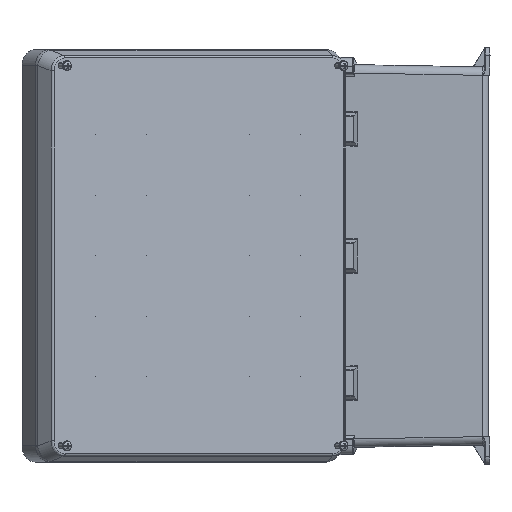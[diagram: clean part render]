
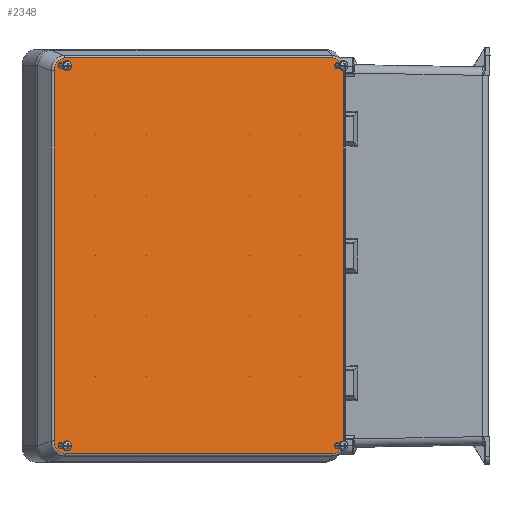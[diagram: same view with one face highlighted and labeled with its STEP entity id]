
A CAD part, left-side view. The second image highlights one B-rep face of the part: STEP entity #2348.
In plain terms, the highlighted face is planar.
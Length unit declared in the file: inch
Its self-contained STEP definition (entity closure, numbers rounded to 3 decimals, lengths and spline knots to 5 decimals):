
#79 = CARTESIAN_POINT ( 'NONE',  ( -6.34544, 0., -14.81371 ) ) ;
#265 = LINE ( 'NONE', #9907, #5461 ) ;
#780 = CARTESIAN_POINT ( 'NONE',  ( -6.05905, 0., -0.60095 ) ) ;
#1349 = EDGE_LOOP ( 'NONE', ( #7983 ) ) ;
#1517 = CARTESIAN_POINT ( 'NONE',  ( 6.34544, 0., -0.50629 ) ) ;
#2348 = ADVANCED_FACE ( 'NONE', ( #22882, #10975, #28115, #5107, #22179 ), #21535, .F. ) ;
#2462 = CIRCLE ( 'NONE', #26708, 0.11 ) ;
#2489 = VECTOR ( 'NONE', #15219, 39.37008 ) ;
#2634 = VERTEX_POINT ( 'NONE', #7593 ) ;
#3004 = DIRECTION ( 'NONE',  ( 0., 0., -1. ) ) ;
#3086 = VERTEX_POINT ( 'NONE', #6910 ) ;
#3344 = DIRECTION ( 'NONE',  ( 0., 0., 1. ) ) ;
#3500 = EDGE_LOOP ( 'NONE', ( #13931 ) ) ;
#3551 = DIRECTION ( 'NONE',  ( 0., 1., 0. ) ) ;
#3767 = ORIENTED_EDGE ( 'NONE', *, *, #22514, .F. ) ;
#4081 = VERTEX_POINT ( 'NONE', #14505 ) ;
#4292 = VERTEX_POINT ( 'NONE', #22353 ) ;
#4462 = VERTEX_POINT ( 'NONE', #27613 ) ;
#4916 = AXIS2_PLACEMENT_3D ( 'NONE', #780, #16306, #3004 ) ;
#4952 = VERTEX_POINT ( 'NONE', #23578 ) ;
#5003 =( BOUNDED_CURVE ( )  B_SPLINE_CURVE ( 3, ( #9991, #7795, #27882, #14522 ),
 .UNSPECIFIED., .F., .F. ) 
 B_SPLINE_CURVE_WITH_KNOTS ( ( 4, 4 ),
 ( 2.40401, 3.87917 ),
 .UNSPECIFIED. ) 
 CURVE ( )  GEOMETRIC_REPRESENTATION_ITEM ( )  RATIONAL_B_SPLINE_CURVE ( ( 1., 0.827, 0.827, 1. ) ) 
 REPRESENTATION_ITEM ( '' )  );
#5107 = FACE_BOUND ( 'NONE', #22999, .T. ) ;
#5327 = EDGE_CURVE ( 'NONE', #22272, #9982, #22145, .T. ) ;
#5461 = VECTOR ( 'NONE', #3344, 39.37008 ) ;
#5894 = AXIS2_PLACEMENT_3D ( 'NONE', #23814, #3551, #10382 ) ;
#5998 = CARTESIAN_POINT ( 'NONE',  ( 5.86991, 0., -0.31456 ) ) ;
#6126 = CARTESIAN_POINT ( 'NONE',  ( 6.34544, 0., -14.81371 ) ) ;
#6164 = CARTESIAN_POINT ( 'NONE',  ( 0., 0., -0.31456 ) ) ;
#6405 = EDGE_CURVE ( 'NONE', #9982, #2634, #9788, .T. ) ;
#6604 = VERTEX_POINT ( 'NONE', #21885 ) ;
#6784 = CARTESIAN_POINT ( 'NONE',  ( -6.15371, 0., -15.00544 ) ) ;
#6910 = CARTESIAN_POINT ( 'NONE',  ( -6.05905, 0., -0.71315 ) ) ;
#7435 = DIRECTION ( 'NONE',  ( 0., 1., 0. ) ) ;
#7593 = CARTESIAN_POINT ( 'NONE',  ( -5.86991, 0., -15.00544 ) ) ;
#7795 = CARTESIAN_POINT ( 'NONE',  ( -6.34544, 0., -0.50629 ) ) ;
#7983 = ORIENTED_EDGE ( 'NONE', *, *, #24237, .F. ) ;
#8333 = CARTESIAN_POINT ( 'NONE',  ( 5.86991, 0., -15.00544 ) ) ;
#8529 = CARTESIAN_POINT ( 'NONE',  ( 6.05905, 0., -0.60095 ) ) ;
#9090 = ORIENTED_EDGE ( 'NONE', *, *, #16220, .T. ) ;
#9367 = ORIENTED_EDGE ( 'NONE', *, *, #12199, .T. ) ;
#9602 =( BOUNDED_CURVE ( )  B_SPLINE_CURVE ( 3, ( #25968, #1517, #19284, #5998 ),
 .UNSPECIFIED., .F., .T. ) 
 B_SPLINE_CURVE_WITH_KNOTS ( ( 4, 4 ),
 ( 2.40401, 3.87917 ),
 .UNSPECIFIED. ) 
 CURVE ( )  GEOMETRIC_REPRESENTATION_ITEM ( )  RATIONAL_B_SPLINE_CURVE ( ( 1., 0.827, 0.827, 1. ) ) 
 REPRESENTATION_ITEM ( '' )  );
#9788 = LINE ( 'NONE', #24482, #26933 ) ;
#9907 = CARTESIAN_POINT ( 'NONE',  ( -6.34544, 0., -0.81219 ) ) ;
#9982 = VERTEX_POINT ( 'NONE', #8333 ) ;
#9991 = CARTESIAN_POINT ( 'NONE',  ( -6.34544, 0., -0.79009 ) ) ;
#10382 = DIRECTION ( 'NONE',  ( 0., 0., 1. ) ) ;
#10524 = EDGE_LOOP ( 'NONE', ( #11312, #13691, #16611, #3767, #11315, #27238, #21911, #9367 ) ) ;
#10561 = DIRECTION ( 'NONE',  ( -1., 0., 0. ) ) ;
#10723 = DIRECTION ( 'NONE',  ( 0., 0., -1. ) ) ;
#10975 = FACE_BOUND ( 'NONE', #3500, .T. ) ;
#11072 = DIRECTION ( 'NONE',  ( -1., 0., 0. ) ) ;
#11312 = ORIENTED_EDGE ( 'NONE', *, *, #12097, .T. ) ;
#11315 = ORIENTED_EDGE ( 'NONE', *, *, #17489, .T. ) ;
#11706 = CARTESIAN_POINT ( 'NONE',  ( 6.05905, 0., -14.71905 ) ) ;
#11767 = VERTEX_POINT ( 'NONE', #26399 ) ;
#11936 = EDGE_CURVE ( 'NONE', #25754, #25754, #2462, .T. ) ;
#12096 = CIRCLE ( 'NONE', #4916, 0.1122 ) ;
#12097 = EDGE_CURVE ( 'NONE', #4952, #4081, #9602, .T. ) ;
#12199 = EDGE_CURVE ( 'NONE', #22272, #4952, #14310, .T. ) ;
#12782 = CARTESIAN_POINT ( 'NONE',  ( 5.86991, 0., -15.00544 ) ) ;
#12908 = AXIS2_PLACEMENT_3D ( 'NONE', #20751, #7435, #23020 ) ;
#13691 = ORIENTED_EDGE ( 'NONE', *, *, #18576, .T. ) ;
#13931 = ORIENTED_EDGE ( 'NONE', *, *, #16935, .F. ) ;
#13973 = DIRECTION ( 'NONE',  ( 0., 0., 1. ) ) ;
#13988 = EDGE_LOOP ( 'NONE', ( #22065 ) ) ;
#14244 =( BOUNDED_CURVE ( )  B_SPLINE_CURVE ( 3, ( #15605, #79, #6784, #22347 ),
 .UNSPECIFIED., .F., .F. ) 
 B_SPLINE_CURVE_WITH_KNOTS ( ( 4, 4 ),
 ( 2.40401, 3.87917 ),
 .UNSPECIFIED. ) 
 CURVE ( )  GEOMETRIC_REPRESENTATION_ITEM ( )  RATIONAL_B_SPLINE_CURVE ( ( 1., 0.827, 0.827, 1. ) ) 
 REPRESENTATION_ITEM ( '' )  );
#14310 = LINE ( 'NONE', #26367, #2489 ) ;
#14505 = CARTESIAN_POINT ( 'NONE',  ( 5.86991, 0., -0.31456 ) ) ;
#14522 = CARTESIAN_POINT ( 'NONE',  ( -5.86991, 0., -0.31456 ) ) ;
#15219 = DIRECTION ( 'NONE',  ( 0., 0., 1. ) ) ;
#15605 = CARTESIAN_POINT ( 'NONE',  ( -6.34544, 0., -14.52991 ) ) ;
#15743 = AXIS2_PLACEMENT_3D ( 'NONE', #8529, #24148, #10723 ) ;
#16220 = EDGE_CURVE ( 'NONE', #6604, #6604, #22105, .T. ) ;
#16306 = DIRECTION ( 'NONE',  ( 0., -1., 0. ) ) ;
#16611 = ORIENTED_EDGE ( 'NONE', *, *, #18411, .F. ) ;
#16935 = EDGE_CURVE ( 'NONE', #11767, #11767, #25927, .T. ) ;
#17338 = CARTESIAN_POINT ( 'NONE',  ( 6.34544, 0., -14.52991 ) ) ;
#17439 = LINE ( 'NONE', #6164, #27258 ) ;
#17489 = EDGE_CURVE ( 'NONE', #4462, #2634, #14244, .T. ) ;
#18411 = EDGE_CURVE ( 'NONE', #23841, #4292, #5003, .T. ) ;
#18576 = EDGE_CURVE ( 'NONE', #4081, #4292, #17439, .T. ) ;
#19284 = CARTESIAN_POINT ( 'NONE',  ( 6.15371, 0., -0.31456 ) ) ;
#19463 = CARTESIAN_POINT ( 'NONE',  ( -6.34544, 0., -0.79009 ) ) ;
#20751 = CARTESIAN_POINT ( 'NONE',  ( -6.05905, 0., -14.71905 ) ) ;
#21535 = PLANE ( 'NONE',  #5894 ) ;
#21792 = CARTESIAN_POINT ( 'NONE',  ( 6.05905, 0., -14.60905 ) ) ;
#21885 = CARTESIAN_POINT ( 'NONE',  ( -6.05905, 0., -14.60685 ) ) ;
#21911 = ORIENTED_EDGE ( 'NONE', *, *, #5327, .F. ) ;
#22065 = ORIENTED_EDGE ( 'NONE', *, *, #11936, .T. ) ;
#22105 = CIRCLE ( 'NONE', #12908, 0.1122 ) ;
#22145 =( BOUNDED_CURVE ( )  B_SPLINE_CURVE ( 3, ( #26199, #6126, #23948, #12782 ),
 .UNSPECIFIED., .F., .F. ) 
 B_SPLINE_CURVE_WITH_KNOTS ( ( 4, 4 ),
 ( 2.40401, 3.87917 ),
 .UNSPECIFIED. ) 
 CURVE ( )  GEOMETRIC_REPRESENTATION_ITEM ( )  RATIONAL_B_SPLINE_CURVE ( ( 1., 0.827, 0.827, 1. ) ) 
 REPRESENTATION_ITEM ( '' )  );
#22179 = FACE_BOUND ( 'NONE', #13988, .T. ) ;
#22272 = VERTEX_POINT ( 'NONE', #17338 ) ;
#22347 = CARTESIAN_POINT ( 'NONE',  ( -5.86991, 0., -15.00544 ) ) ;
#22353 = CARTESIAN_POINT ( 'NONE',  ( -5.86991, 0., -0.31456 ) ) ;
#22514 = EDGE_CURVE ( 'NONE', #4462, #23841, #265, .T. ) ;
#22882 = FACE_BOUND ( 'NONE', #1349, .T. ) ;
#22999 = EDGE_LOOP ( 'NONE', ( #9090 ) ) ;
#23020 = DIRECTION ( 'NONE',  ( 0., 0., 1. ) ) ;
#23578 = CARTESIAN_POINT ( 'NONE',  ( 6.34544, 0., -0.79009 ) ) ;
#23814 = CARTESIAN_POINT ( 'NONE',  ( 6.66, 0., 0. ) ) ;
#23841 = VERTEX_POINT ( 'NONE', #19463 ) ;
#23948 = CARTESIAN_POINT ( 'NONE',  ( 6.15371, 0., -15.00544 ) ) ;
#24148 = DIRECTION ( 'NONE',  ( 0., -1., 0. ) ) ;
#24237 = EDGE_CURVE ( 'NONE', #3086, #3086, #12096, .T. ) ;
#24482 = CARTESIAN_POINT ( 'NONE',  ( 0., 0., -15.00544 ) ) ;
#25754 = VERTEX_POINT ( 'NONE', #21792 ) ;
#25927 = CIRCLE ( 'NONE', #15743, 0.11 ) ;
#25968 = CARTESIAN_POINT ( 'NONE',  ( 6.34544, 0., -0.79009 ) ) ;
#26199 = CARTESIAN_POINT ( 'NONE',  ( 6.34544, 0., -14.52991 ) ) ;
#26367 = CARTESIAN_POINT ( 'NONE',  ( 6.34544, 0., -0.81219 ) ) ;
#26399 = CARTESIAN_POINT ( 'NONE',  ( 6.05905, 0., -0.71095 ) ) ;
#26708 = AXIS2_PLACEMENT_3D ( 'NONE', #11706, #27357, #13973 ) ;
#26933 = VECTOR ( 'NONE', #11072, 39.37008 ) ;
#27238 = ORIENTED_EDGE ( 'NONE', *, *, #6405, .F. ) ;
#27258 = VECTOR ( 'NONE', #10561, 39.37008 ) ;
#27357 = DIRECTION ( 'NONE',  ( 0., 1., 0. ) ) ;
#27613 = CARTESIAN_POINT ( 'NONE',  ( -6.34544, 0., -14.52991 ) ) ;
#27882 = CARTESIAN_POINT ( 'NONE',  ( -6.15371, 0., -0.31456 ) ) ;
#28115 = FACE_OUTER_BOUND ( 'NONE', #10524, .T. ) ;
